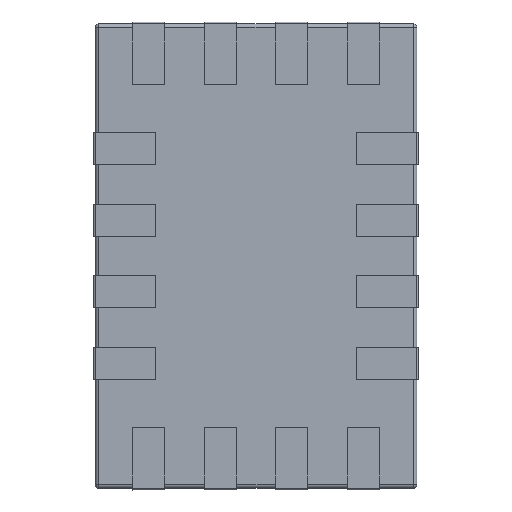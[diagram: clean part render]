
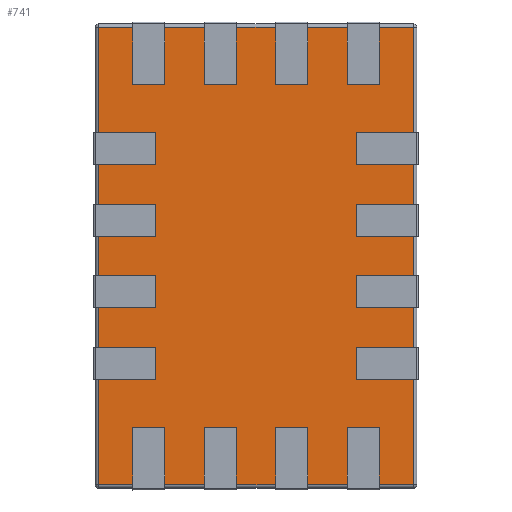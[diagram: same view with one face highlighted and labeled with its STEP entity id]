
A CAD part, top view. The second image highlights one B-rep face of the part: STEP entity #741.
In plain terms, the highlighted planar face has unit normal (0, 0, 1).
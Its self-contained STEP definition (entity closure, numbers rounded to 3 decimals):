
#22 = DIRECTION ( 'NONE',  ( 1., 0., 0. ) ) ;
#28 = CARTESIAN_POINT ( 'NONE',  ( 0.88, 0., 0.55 ) ) ;
#82 = EDGE_CURVE ( 'NONE', #854, #500, #672, .T. ) ;
#137 = VECTOR ( 'NONE', #950, 1000. ) ;
#169 = EDGE_CURVE ( 'NONE', #925, #568, #506, .T. ) ;
#186 = DIRECTION ( 'NONE',  ( -1., 0., 0. ) ) ;
#205 = ORIENTED_EDGE ( 'NONE', *, *, #719, .T. ) ;
#265 = LINE ( 'NONE', #584, #574 ) ;
#290 = PLANE ( 'NONE',  #960 ) ;
#319 = ORIENTED_EDGE ( 'NONE', *, *, #1119, .T. ) ;
#339 = ORIENTED_EDGE ( 'NONE', *, *, #82, .T. ) ;
#401 = VECTOR ( 'NONE', #592, 1000. ) ;
#411 = CARTESIAN_POINT ( 'NONE',  ( 0., -1.28, 0.55 ) ) ;
#425 = CARTESIAN_POINT ( 'NONE',  ( -0.88, 1.28, 0.55 ) ) ;
#500 = VERTEX_POINT ( 'NONE', #742 ) ;
#506 = LINE ( 'NONE', #28, #401 ) ;
#568 = VERTEX_POINT ( 'NONE', #889 ) ;
#569 = DIRECTION ( 'NONE',  ( 0., 0., -1. ) ) ;
#574 = VECTOR ( 'NONE', #186, 1000. ) ;
#577 = CARTESIAN_POINT ( 'NONE',  ( 0., 0., 0.55 ) ) ;
#581 = CARTESIAN_POINT ( 'NONE',  ( -0.88, 0., 0.55 ) ) ;
#584 = CARTESIAN_POINT ( 'NONE',  ( 0., 1.28, 0.55 ) ) ;
#592 = DIRECTION ( 'NONE',  ( 0., 1., 0. ) ) ;
#664 = FACE_OUTER_BOUND ( 'NONE', #1106, .T. ) ;
#672 = LINE ( 'NONE', #581, #137 ) ;
#719 = EDGE_CURVE ( 'NONE', #568, #854, #265, .T. ) ;
#741 = ADVANCED_FACE ( 'NONE', ( #664 ), #290, .F. ) ;
#742 = CARTESIAN_POINT ( 'NONE',  ( -0.88, -1.28, 0.55 ) ) ;
#774 = DIRECTION ( 'NONE',  ( -1., 0., 0. ) ) ;
#854 = VERTEX_POINT ( 'NONE', #425 ) ;
#889 = CARTESIAN_POINT ( 'NONE',  ( 0.88, 1.28, 0.55 ) ) ;
#925 = VERTEX_POINT ( 'NONE', #1110 ) ;
#950 = DIRECTION ( 'NONE',  ( 0., -1., 0. ) ) ;
#960 = AXIS2_PLACEMENT_3D ( 'NONE', #577, #569, #774 ) ;
#1045 = VECTOR ( 'NONE', #22, 1000. ) ;
#1068 = LINE ( 'NONE', #411, #1045 ) ;
#1106 = EDGE_LOOP ( 'NONE', ( #339, #319, #1176, #205 ) ) ;
#1110 = CARTESIAN_POINT ( 'NONE',  ( 0.88, -1.28, 0.55 ) ) ;
#1119 = EDGE_CURVE ( 'NONE', #500, #925, #1068, .T. ) ;
#1176 = ORIENTED_EDGE ( 'NONE', *, *, #169, .T. ) ;
